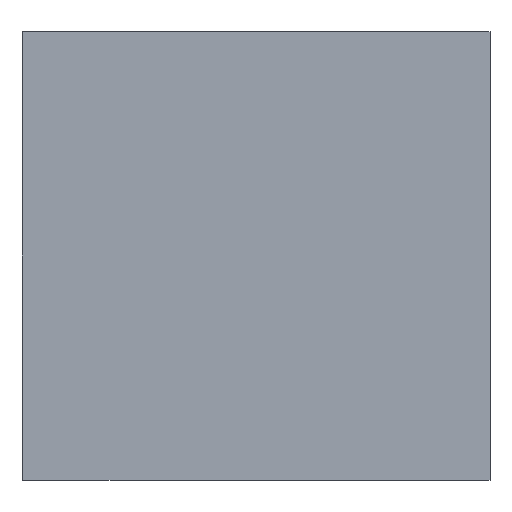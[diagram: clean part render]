
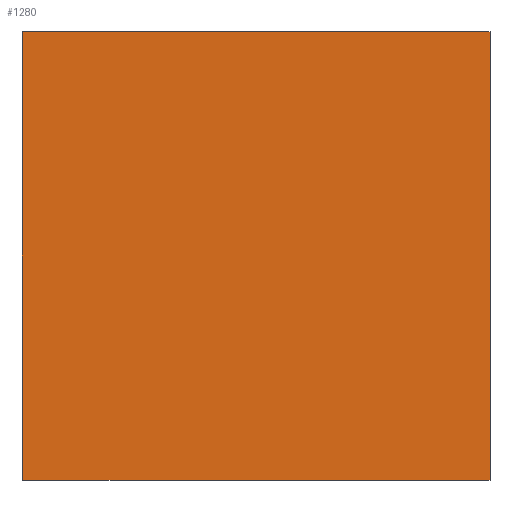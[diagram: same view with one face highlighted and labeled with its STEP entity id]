
A CAD part, front view. The second image highlights one B-rep face of the part: STEP entity #1280.
In plain terms, the highlighted planar face has unit normal (0, -1, 0).
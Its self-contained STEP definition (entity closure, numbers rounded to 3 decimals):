
#168=FACE_OUTER_BOUND('',#232,.T.);
#232=EDGE_LOOP('',(#1100,#1101,#1102,#1103));
#296=LINE('',#2183,#432);
#314=LINE('',#2218,#450);
#371=LINE('',#2696,#507);
#372=LINE('',#2697,#508);
#432=VECTOR('',#1491,10.);
#450=VECTOR('',#1523,10.);
#507=VECTOR('',#1670,10.);
#508=VECTOR('',#1671,10.);
#574=VERTEX_POINT('',#2181);
#575=VERTEX_POINT('',#2182);
#585=VERTEX_POINT('',#2217);
#635=VERTEX_POINT('',#2695);
#712=EDGE_CURVE('',#574,#575,#296,.T.);
#730=EDGE_CURVE('',#585,#574,#314,.T.);
#807=EDGE_CURVE('',#635,#585,#371,.T.);
#808=EDGE_CURVE('',#575,#635,#372,.T.);
#1100=ORIENTED_EDGE('',*,*,#807,.T.);
#1101=ORIENTED_EDGE('',*,*,#730,.T.);
#1102=ORIENTED_EDGE('',*,*,#712,.T.);
#1103=ORIENTED_EDGE('',*,*,#808,.T.);
#1216=PLANE('',#1385);
#1280=ADVANCED_FACE('',(#168),#1216,.T.);
#1385=AXIS2_PLACEMENT_3D('',#2694,#1668,#1669);
#1491=DIRECTION('',(0.,0.,1.));
#1523=DIRECTION('',(1.,0.,0.));
#1668=DIRECTION('center_axis',(0.,-1.,0.));
#1669=DIRECTION('ref_axis',(0.,0.,-1.));
#1670=DIRECTION('',(0.,0.,-1.));
#1671=DIRECTION('',(-1.,0.,0.));
#2181=CARTESIAN_POINT('',(44.925,-3.64,-43.075));
#2182=CARTESIAN_POINT('',(44.925,-3.64,43.075));
#2183=CARTESIAN_POINT('',(44.925,-3.64,-43.075));
#2217=CARTESIAN_POINT('',(-44.925,-3.64,-43.075));
#2218=CARTESIAN_POINT('',(-44.925,-3.64,-43.075));
#2694=CARTESIAN_POINT('Origin',(0.,-3.64,0.));
#2695=CARTESIAN_POINT('',(-44.925,-3.64,43.075));
#2696=CARTESIAN_POINT('',(-44.925,-3.64,43.075));
#2697=CARTESIAN_POINT('',(44.925,-3.64,43.075));
